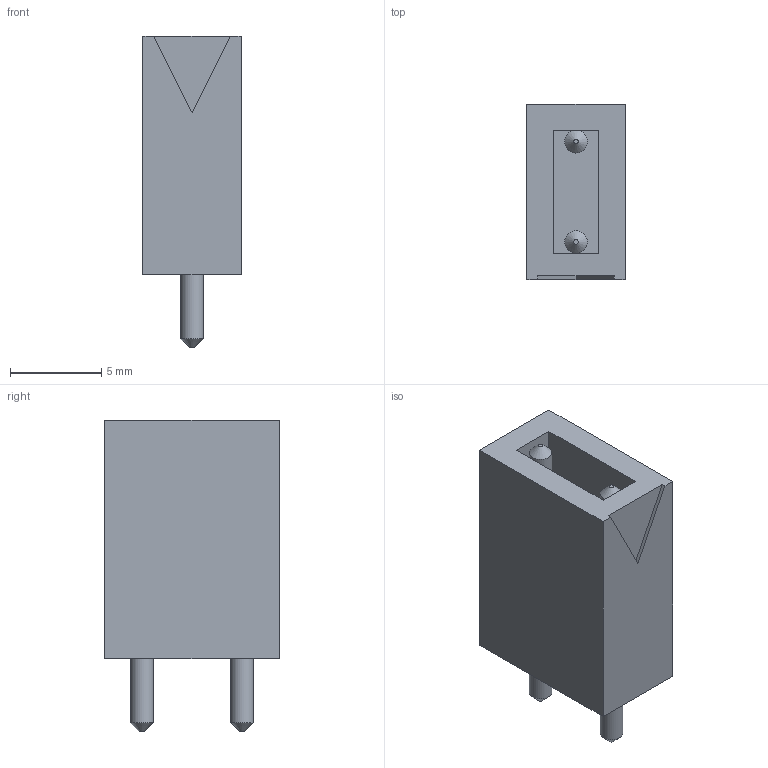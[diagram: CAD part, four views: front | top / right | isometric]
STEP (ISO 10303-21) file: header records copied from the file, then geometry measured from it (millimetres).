
FILE_DESCRIPTION(('FreeCAD Model'),'2;1');
FILE_NAME('249955.2.1.stp','2020-09-14T05:18:40',( 'Author'),(''),'Open CASCADE STEP processor 6.9','FreeCAD','Unknown' );
FILE_SCHEMA(('AUTOMOTIVE_DESIGN { 1 0 10303 214 1 1 1 1 }'));
Length unit declared in the file: millimetre
Products named in the file (3): ASSEMBLY; Body; LeadsArray
Assembly tree (2 placements, depth 2):
  ASSEMBLY
    Body
    LeadsArray
Bounding box: 5.4 x 9.6 x 17.1 mm (x, y, z)
Volume: 573.6 mm3; surface area: 788.4 mm2
Topology: 3 solids, 3 shells, 24 faces, 47 edges, 30 vertices
Faces by surface type: plane 18, cone 4, cylinder 2
Full cylindrical faces by diameter (mm): 1.25 x2
Entity records: 1283 total; most frequent: CARTESIAN_POINT 206, DIRECTION 195, LINE 121, VECTOR 121, ORIENTED_EDGE 94, PCURVE 94, DEFINITIONAL_REPRESENTATION 94, EDGE_CURVE 47
